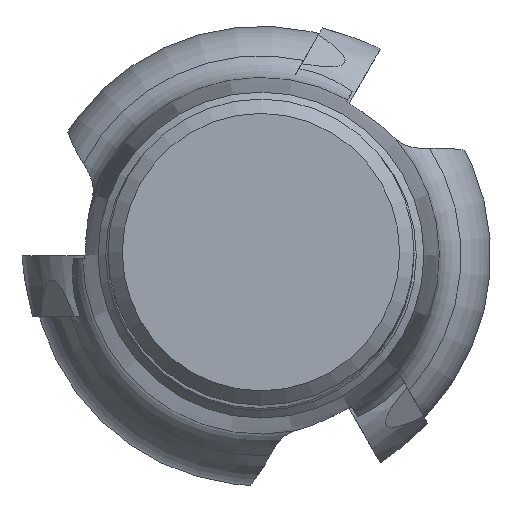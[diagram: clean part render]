
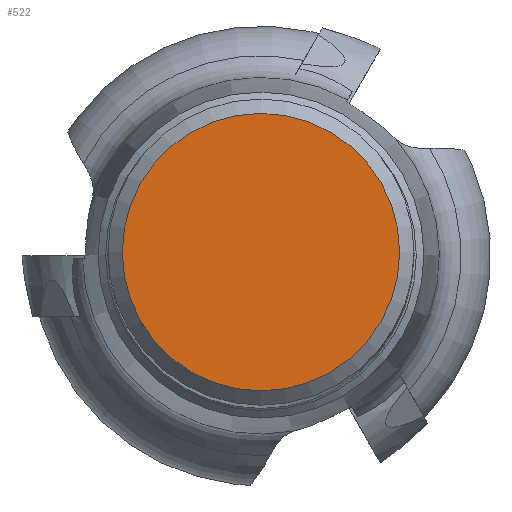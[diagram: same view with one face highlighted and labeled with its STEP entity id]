
A CAD part, top view. The second image highlights one B-rep face of the part: STEP entity #522.
In plain terms, the highlighted planar face has unit normal (0, 0, 1).
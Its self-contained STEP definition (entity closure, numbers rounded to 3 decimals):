
#312=FACE_OUTER_BOUND('',#899,.T.);
#522=ADVANCED_FACE('',(#312),#697,.T.);
#697=PLANE('',#3596);
#899=EDGE_LOOP('',(#1665));
#1127=CIRCLE('',#3594,14.496);
#1665=ORIENTED_EDGE('',*,*,#2892,.F.);
#2549=VERTEX_POINT('',#5470);
#2892=EDGE_CURVE('',#2549,#2549,#1127,.T.);
#3594=AXIS2_PLACEMENT_3D('',#5469,#4074,#4075);
#3596=AXIS2_PLACEMENT_3D('',#5472,#4078,#4079);
#4074=DIRECTION('',(0.,0.,-1.));
#4075=DIRECTION('',(-1.,0.,0.));
#4078=DIRECTION('',(0.,0.,1.));
#4079=DIRECTION('',(1.,0.,0.));
#5469=CARTESIAN_POINT('',(0.,0.,0.));
#5470=CARTESIAN_POINT('',(-14.496,0.,0.));
#5472=CARTESIAN_POINT('',(-14.496,0.,0.));
